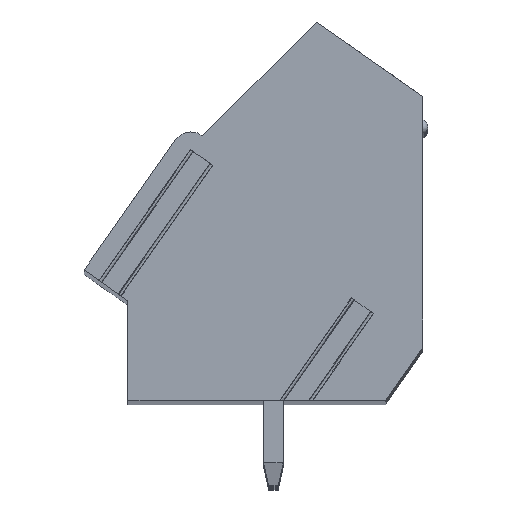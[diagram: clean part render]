
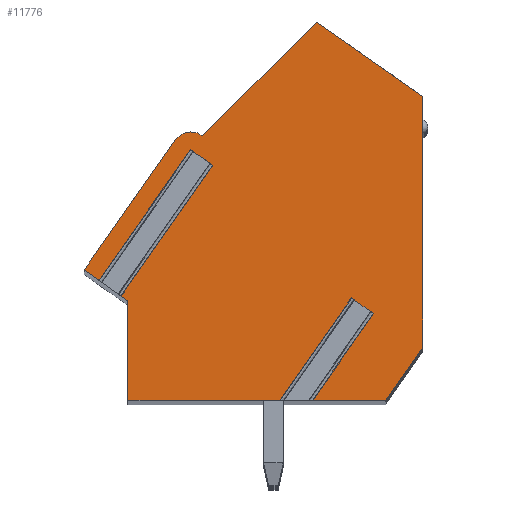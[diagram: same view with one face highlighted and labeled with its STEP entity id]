
A CAD part, top view. The second image highlights one B-rep face of the part: STEP entity #11776.
In plain terms, the highlighted planar face has unit normal (0, 0, 1).
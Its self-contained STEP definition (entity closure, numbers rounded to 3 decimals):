
#14=DIRECTION('',(-0.819,0.574,0.));
#15=VECTOR('',#14,1.085);
#16=CARTESIAN_POINT('',(4.498,-3.239,104.14));
#17=LINE('',#16,#15);
#18=DIRECTION('',(-0.574,-0.819,0.));
#19=VECTOR('',#18,5.115);
#20=CARTESIAN_POINT('',(3.61,-2.616,104.14));
#21=LINE('',#20,#19);
#22=DIRECTION('',(1.,0.,0.));
#23=VECTOR('',#22,6.246);
#24=CARTESIAN_POINT('',(-5.57,-6.807,104.14));
#25=LINE('',#24,#23);
#26=DIRECTION('',(0.,-1.,0.));
#27=VECTOR('',#26,4.087);
#28=CARTESIAN_POINT('',(-5.57,-2.72,104.14));
#29=LINE('',#28,#27);
#30=DIRECTION('',(0.819,-0.574,0.));
#31=VECTOR('',#30,0.355);
#32=CARTESIAN_POINT('',(-5.861,-2.516,104.14));
#33=LINE('',#32,#31);
#34=DIRECTION('',(-0.574,-0.819,0.));
#35=VECTOR('',#34,6.55);
#36=CARTESIAN_POINT('',(-2.104,2.849,104.14));
#37=LINE('',#36,#35);
#38=DIRECTION('',(-0.819,0.574,0.));
#39=VECTOR('',#38,1.085);
#40=CARTESIAN_POINT('',(-2.104,2.849,104.14));
#41=LINE('',#40,#39);
#42=DIRECTION('',(-0.574,-0.819,0.));
#43=VECTOR('',#42,6.55);
#44=CARTESIAN_POINT('',(-2.993,3.471,104.14));
#45=LINE('',#44,#43);
#46=DIRECTION('',(0.819,-0.574,0.));
#47=VECTOR('',#46,0.757);
#48=CARTESIAN_POINT('',(-7.37,-1.46,104.14));
#49=LINE('',#48,#47);
#50=DIRECTION('',(-0.574,-0.819,0.));
#51=VECTOR('',#50,6.486);
#52=CARTESIAN_POINT('',(-3.65,3.853,104.14));
#53=LINE('',#52,#51);
#54=CARTESIAN_POINT('',(-2.986,3.406,104.14));
#55=DIRECTION('',(0.,0.,1.));
#56=DIRECTION('',(0.598,0.802,0.));
#57=AXIS2_PLACEMENT_3D('',#54,#55,#56);
#59=DIRECTION('',(-0.707,-0.707,0.));
#60=VECTOR('',#59,6.609);
#61=CARTESIAN_POINT('',(2.165,8.721,104.14));
#62=LINE('',#61,#60);
#63=DIRECTION('',(-0.819,0.574,0.));
#64=VECTOR('',#63,5.329);
#65=CARTESIAN_POINT('',(6.53,5.664,104.14));
#66=LINE('',#65,#64);
#67=DIRECTION('',(0.,1.,0.));
#68=VECTOR('',#67,10.286);
#69=CARTESIAN_POINT('',(6.53,-4.622,104.14));
#70=LINE('',#69,#68);
#71=DIRECTION('',(0.574,0.819,0.));
#72=VECTOR('',#71,2.667);
#73=CARTESIAN_POINT('',(5.,-6.807,104.14));
#74=LINE('',#73,#72);
#75=DIRECTION('',(1.,0.,0.));
#76=VECTOR('',#75,3.);
#77=CARTESIAN_POINT('',(2.,-6.807,104.14));
#78=LINE('',#77,#76);
#79=DIRECTION('',(-0.574,-0.819,0.));
#80=VECTOR('',#79,4.355);
#81=CARTESIAN_POINT('',(4.498,-3.239,104.14));
#82=LINE('',#81,#80);
#9238=CARTESIAN_POINT('',(-2.508,4.048,104.14));
#9239=CARTESIAN_POINT('',(-3.65,3.853,104.14));
#9240=VERTEX_POINT('',#9238);
#9241=VERTEX_POINT('',#9239);
#9242=CARTESIAN_POINT('',(-7.37,-1.46,104.14));
#9243=VERTEX_POINT('',#9242);
#9244=CARTESIAN_POINT('',(-5.57,-2.72,104.14));
#9245=CARTESIAN_POINT('',(-5.57,-6.807,104.14));
#9246=VERTEX_POINT('',#9244);
#9247=VERTEX_POINT('',#9245);
#9248=CARTESIAN_POINT('',(5.,-6.807,104.14));
#9249=CARTESIAN_POINT('',(6.53,-4.622,104.14));
#9250=VERTEX_POINT('',#9248);
#9251=VERTEX_POINT('',#9249);
#9252=CARTESIAN_POINT('',(6.53,5.664,104.14));
#9253=VERTEX_POINT('',#9252);
#9254=CARTESIAN_POINT('',(2.165,8.721,104.14));
#9255=VERTEX_POINT('',#9254);
#9382=CARTESIAN_POINT('',(-2.104,2.849,104.14));
#9383=CARTESIAN_POINT('',(-2.993,3.471,104.14));
#9384=VERTEX_POINT('',#9382);
#9385=VERTEX_POINT('',#9383);
#9386=CARTESIAN_POINT('',(-5.861,-2.516,
104.14));
#9387=VERTEX_POINT('',#9386);
#9388=CARTESIAN_POINT('',(-6.75,-1.894,
104.14));
#9389=VERTEX_POINT('',#9388);
#9437=CARTESIAN_POINT('',(4.498,-3.239,104.14));
#9438=CARTESIAN_POINT('',(3.61,-2.616,104.14));
#9439=VERTEX_POINT('',#9437);
#9440=VERTEX_POINT('',#9438);
#9441=CARTESIAN_POINT('',(2.,-6.807,104.14));
#9442=VERTEX_POINT('',#9441);
#9443=CARTESIAN_POINT('',(0.676,-6.807,104.14));
#9444=VERTEX_POINT('',#9443);
#11735=CARTESIAN_POINT('',(0.,0.,104.14));
#11736=DIRECTION('',(0.,0.,1.));
#11737=DIRECTION('',(1.,0.,0.));
#11738=AXIS2_PLACEMENT_3D('',#11735,#11736,#11737);
#11739=PLANE('',#11738);
#11741=ORIENTED_EDGE('',*,*,#11740,.T.);
#11743=ORIENTED_EDGE('',*,*,#11742,.T.);
#11745=ORIENTED_EDGE('',*,*,#11744,.F.);
#11747=ORIENTED_EDGE('',*,*,#11746,.F.);
#11749=ORIENTED_EDGE('',*,*,#11748,.F.);
#11751=ORIENTED_EDGE('',*,*,#11750,.F.);
#11753=ORIENTED_EDGE('',*,*,#11752,.T.);
#11755=ORIENTED_EDGE('',*,*,#11754,.T.);
#11757=ORIENTED_EDGE('',*,*,#11756,.F.);
#11759=ORIENTED_EDGE('',*,*,#11758,.F.);
#11761=ORIENTED_EDGE('',*,*,#11760,.F.);
#11763=ORIENTED_EDGE('',*,*,#11762,.F.);
#11765=ORIENTED_EDGE('',*,*,#11764,.F.);
#11767=ORIENTED_EDGE('',*,*,#11766,.F.);
#11769=ORIENTED_EDGE('',*,*,#11768,.F.);
#11771=ORIENTED_EDGE('',*,*,#11770,.F.);
#11773=ORIENTED_EDGE('',*,*,#11772,.F.);
#11774=EDGE_LOOP('',(#11741,#11743,#11745,#11747,#11749,#11751,#11753,#11755,
#11757,#11759,#11761,#11763,#11765,#11767,#11769,#11771,#11773));
#11775=FACE_OUTER_BOUND('',#11774,.F.);
#58=CIRCLE('',#57,0.8);
#11740=EDGE_CURVE('',#9439,#9440,#17,.T.);
#11742=EDGE_CURVE('',#9440,#9444,#21,.T.);
#11744=EDGE_CURVE('',#9247,#9444,#25,.T.);
#11746=EDGE_CURVE('',#9246,#9247,#29,.T.);
#11748=EDGE_CURVE('',#9387,#9246,#33,.T.);
#11750=EDGE_CURVE('',#9384,#9387,#37,.T.);
#11752=EDGE_CURVE('',#9384,#9385,#41,.T.);
#11754=EDGE_CURVE('',#9385,#9389,#45,.T.);
#11756=EDGE_CURVE('',#9243,#9389,#49,.T.);
#11758=EDGE_CURVE('',#9241,#9243,#53,.T.);
#11760=EDGE_CURVE('',#9240,#9241,#58,.T.);
#11762=EDGE_CURVE('',#9255,#9240,#62,.T.);
#11764=EDGE_CURVE('',#9253,#9255,#66,.T.);
#11766=EDGE_CURVE('',#9251,#9253,#70,.T.);
#11768=EDGE_CURVE('',#9250,#9251,#74,.T.);
#11770=EDGE_CURVE('',#9442,#9250,#78,.T.);
#11772=EDGE_CURVE('',#9439,#9442,#82,.T.);
#11776=ADVANCED_FACE('',(#11775),#11739,.T.);
